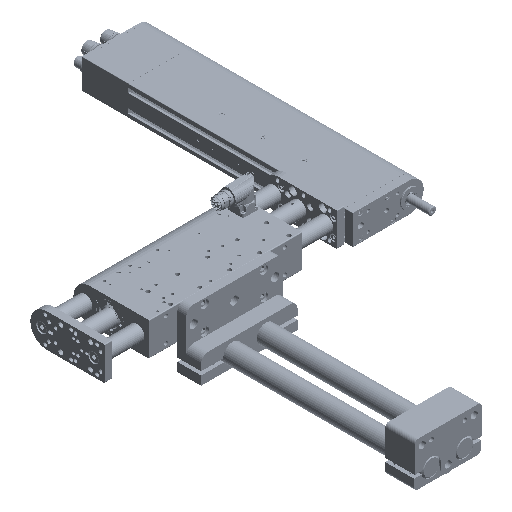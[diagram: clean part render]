
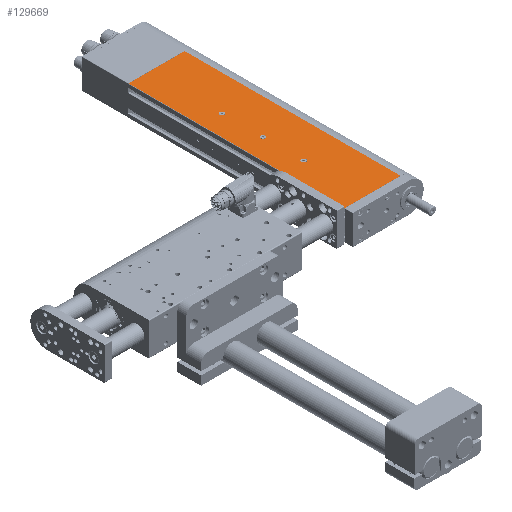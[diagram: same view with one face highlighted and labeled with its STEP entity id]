
A CAD part, isometric view. The second image highlights one B-rep face of the part: STEP entity #129669.
In plain terms, the highlighted face is planar.
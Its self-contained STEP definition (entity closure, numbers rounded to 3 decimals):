
#3274 = DIRECTION ( 'NONE',  ( 1., 0., 0. ) ) ;
#3918 = VECTOR ( 'NONE', #143834, 1000. ) ;
#4377 = EDGE_CURVE ( 'NONE', #58214, #58214, #95857, .T. ) ;
#4837 = CIRCLE ( 'NONE', #51163, 3.15 ) ;
#5193 = CARTESIAN_POINT ( 'NONE',  ( 20., -47.5, 138. ) ) ;
#12666 = CARTESIAN_POINT ( 'NONE',  ( 20., 0., 0. ) ) ;
#12817 = CARTESIAN_POINT ( 'NONE',  ( 20., 0., 291. ) ) ;
#13317 = VERTEX_POINT ( 'NONE', #40444 ) ;
#13434 = PLANE ( 'NONE',  #123982 ) ;
#15557 = CARTESIAN_POINT ( 'NONE',  ( 20., 0., 0. ) ) ;
#15587 = VERTEX_POINT ( 'NONE', #12817 ) ;
#18214 = VERTEX_POINT ( 'NONE', #87471 ) ;
#18711 = CARTESIAN_POINT ( 'NONE',  ( 20., -47.5, 83. ) ) ;
#20390 = CARTESIAN_POINT ( 'NONE',  ( 20., -47.5, 193. ) ) ;
#21736 = VECTOR ( 'NONE', #48460, 1000. ) ;
#23248 = ORIENTED_EDGE ( 'NONE', *, *, #131491, .T. ) ;
#26099 = CARTESIAN_POINT ( 'NONE',  ( 20., -75.5, 291. ) ) ;
#29058 = VERTEX_POINT ( 'NONE', #101489 ) ;
#31935 = EDGE_CURVE ( 'NONE', #73314, #15587, #73781, .T. ) ;
#38009 = DIRECTION ( 'NONE',  ( 1., 0., 0. ) ) ;
#38191 = ORIENTED_EDGE ( 'NONE', *, *, #47577, .F. ) ;
#40444 = CARTESIAN_POINT ( 'NONE',  ( 20., -47.5, 79.85 ) ) ;
#47577 = EDGE_CURVE ( 'NONE', #15587, #115220, #130598, .T. ) ;
#48460 = DIRECTION ( 'NONE',  ( 0., 0., -1. ) ) ;
#51163 = AXIS2_PLACEMENT_3D ( 'NONE', #18711, #3274, #64089 ) ;
#52614 = ORIENTED_EDGE ( 'NONE', *, *, #138150, .F. ) ;
#52750 = VECTOR ( 'NONE', #174139, 1000. ) ;
#54662 = EDGE_LOOP ( 'NONE', ( #52614 ) ) ;
#58214 = VERTEX_POINT ( 'NONE', #90962 ) ;
#64089 = DIRECTION ( 'NONE',  ( 0., 0., -1. ) ) ;
#66722 = DIRECTION ( 'NONE',  ( 1., 0., 0. ) ) ;
#67354 = EDGE_CURVE ( 'NONE', #18214, #115220, #159358, .T. ) ;
#70578 = VECTOR ( 'NONE', #130437, 1000. ) ;
#73314 = VERTEX_POINT ( 'NONE', #85576 ) ;
#73781 = LINE ( 'NONE', #118199, #52750 ) ;
#74439 = ORIENTED_EDGE ( 'NONE', *, *, #67354, .T. ) ;
#77390 = DIRECTION ( 'NONE',  ( 0., 0., -1. ) ) ;
#79300 = CARTESIAN_POINT ( 'NONE',  ( 20., 0., 291. ) ) ;
#84400 = EDGE_LOOP ( 'NONE', ( #119179, #23248, #74439, #38191 ) ) ;
#85576 = CARTESIAN_POINT ( 'NONE',  ( 20., -75.5, 291. ) ) ;
#86816 = FACE_BOUND ( 'NONE', #129405, .T. ) ;
#87471 = CARTESIAN_POINT ( 'NONE',  ( 20., -75.5, 0. ) ) ;
#87760 = DIRECTION ( 'NONE',  ( 0., -1., 0. ) ) ;
#90962 = CARTESIAN_POINT ( 'NONE',  ( 20., -47.5, 189.85 ) ) ;
#95857 = CIRCLE ( 'NONE', #114316, 3.15 ) ;
#101489 = CARTESIAN_POINT ( 'NONE',  ( 20., -47.5, 134.85 ) ) ;
#111356 = DIRECTION ( 'NONE',  ( 0., 0., -1. ) ) ;
#111719 = ORIENTED_EDGE ( 'NONE', *, *, #4377, .F. ) ;
#114316 = AXIS2_PLACEMENT_3D ( 'NONE', #20390, #66722, #77390 ) ;
#115220 = VERTEX_POINT ( 'NONE', #15557 ) ;
#115816 = AXIS2_PLACEMENT_3D ( 'NONE', #5193, #38009, #111356 ) ;
#116740 = CARTESIAN_POINT ( 'NONE',  ( 20., 0., 291. ) ) ;
#118199 = CARTESIAN_POINT ( 'NONE',  ( 20., 0., 291. ) ) ;
#119179 = ORIENTED_EDGE ( 'NONE', *, *, #31935, .F. ) ;
#122918 = EDGE_LOOP ( 'NONE', ( #156623 ) ) ;
#123982 = AXIS2_PLACEMENT_3D ( 'NONE', #116740, #161092, #87760 ) ;
#129405 = EDGE_LOOP ( 'NONE', ( #111719 ) ) ;
#129669 = ADVANCED_FACE ( 'NONE', ( #86816, #131197, #146620, #145667 ), #13434, .F. ) ;
#130437 = DIRECTION ( 'NONE',  ( 0., 1., 0. ) ) ;
#130598 = LINE ( 'NONE', #79300, #21736 ) ;
#131197 = FACE_BOUND ( 'NONE', #54662, .T. ) ;
#131491 = EDGE_CURVE ( 'NONE', #73314, #18214, #158307, .T. ) ;
#138150 = EDGE_CURVE ( 'NONE', #13317, #13317, #4837, .T. ) ;
#143834 = DIRECTION ( 'NONE',  ( 0., 0., -1. ) ) ;
#145667 = FACE_OUTER_BOUND ( 'NONE', #84400, .T. ) ;
#146620 = FACE_BOUND ( 'NONE', #122918, .T. ) ;
#149652 = CIRCLE ( 'NONE', #115816, 3.15 ) ;
#156623 = ORIENTED_EDGE ( 'NONE', *, *, #186345, .F. ) ;
#158307 = LINE ( 'NONE', #26099, #3918 ) ;
#159358 = LINE ( 'NONE', #12666, #70578 ) ;
#161092 = DIRECTION ( 'NONE',  ( -1., 0., 0. ) ) ;
#174139 = DIRECTION ( 'NONE',  ( 0., 1., 0. ) ) ;
#186345 = EDGE_CURVE ( 'NONE', #29058, #29058, #149652, .T. ) ;
